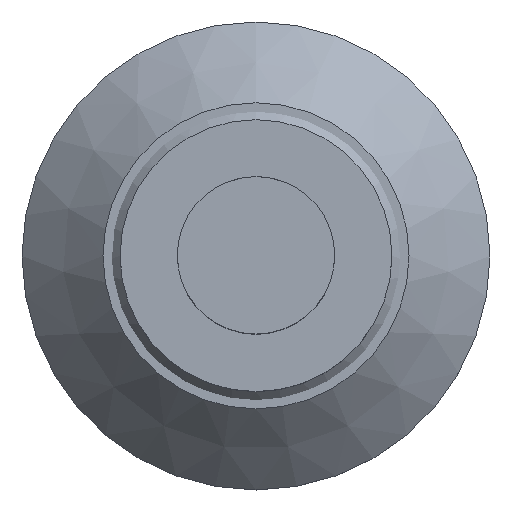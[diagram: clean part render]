
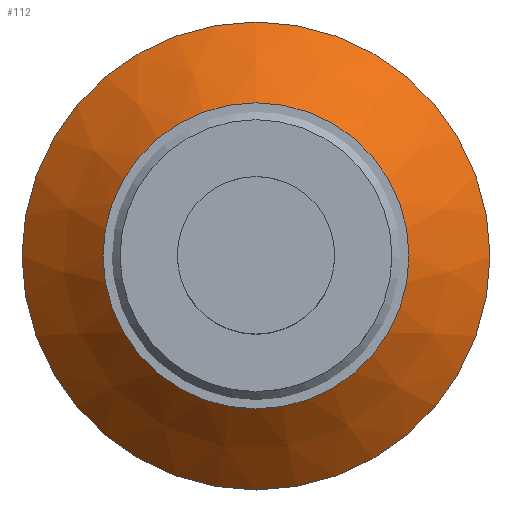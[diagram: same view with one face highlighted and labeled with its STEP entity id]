
A CAD part, top view. The second image highlights one B-rep face of the part: STEP entity #112.
In plain terms, the highlighted conical face has half-angle 45 degrees and reference radius 13.522 mm.
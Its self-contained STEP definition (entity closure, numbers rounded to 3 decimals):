
#67=EDGE_CURVE('241[3]',#166,#166,#167,.T.);
#94=EDGE_CURVE('241[3]',#207,#207,#208,.T.);
#112=ADVANCED_FACE('241[3]',(#231,#232),#233,.T.);
#166=VERTEX_POINT('',#298);
#167=CIRCLE('',#299,16.35);
#207=VERTEX_POINT('',#383);
#208=CIRCLE('',#384,10.693);
#231=FACE_BOUND('',#446,.T.);
#232=FACE_BOUND('',#447,.T.);
#233=CONICAL_SURFACE('',#448,13.522,0.785);
#298=CARTESIAN_POINT('',(0.,16.35,-12.892));
#299=AXIS2_PLACEMENT_3D('',#512,#513,#514);
#383=CARTESIAN_POINT('',(0.,10.693,-7.235));
#384=AXIS2_PLACEMENT_3D('',#552,#553,#554);
#446=EDGE_LOOP('',(#574));
#447=EDGE_LOOP('',(#575));
#448=AXIS2_PLACEMENT_3D('',#576,#577,#578);
#512=CARTESIAN_POINT('',(0.,0.,-12.892));
#513=DIRECTION('',(0.,0.,-1.0));
#514=DIRECTION('',(0.,1.0,0.));
#552=CARTESIAN_POINT('',(0.,0.,-7.235));
#553=DIRECTION('',(0.,0.,-1.0));
#554=DIRECTION('',(0.,1.0,0.));
#574=ORIENTED_EDGE('',*,*,#67,.F.);
#575=ORIENTED_EDGE('',*,*,#94,.T.);
#576=CARTESIAN_POINT('',(0.,0.,-10.063));
#577=DIRECTION('',(0.,0.,-1.0));
#578=DIRECTION('',(0.,1.0,0.));
